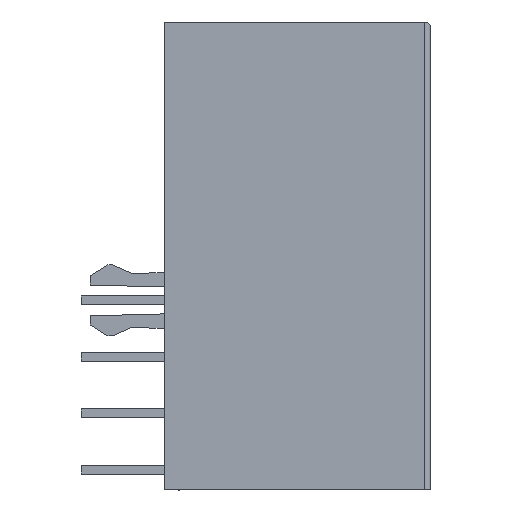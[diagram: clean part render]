
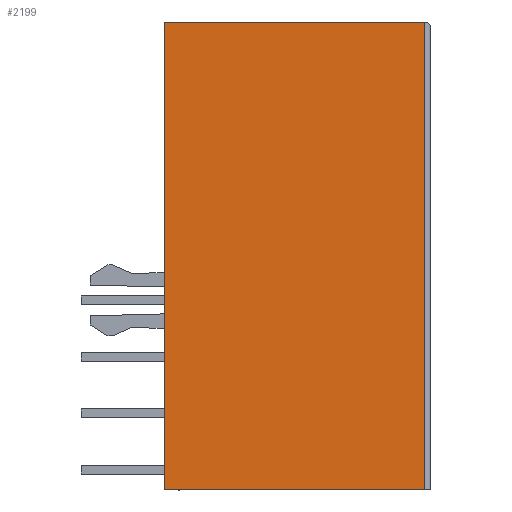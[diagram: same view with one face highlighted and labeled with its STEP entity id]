
A CAD part, left-side view. The second image highlights one B-rep face of the part: STEP entity #2199.
In plain terms, the highlighted planar face has unit normal (-1, 0, 0).
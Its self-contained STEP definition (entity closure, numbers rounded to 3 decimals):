
#1844 = VERTEX_POINT ( 'NONE', #4332 ) ;
#1884 = EDGE_CURVE ( 'NONE', #25091, #1844, #4342, .T. ) ;
#1906 = EDGE_LOOP ( 'NONE', ( #1944, #1952, #1951, #2272 ) ) ;
#1944 = ORIENTED_EDGE ( 'NONE', *, *, #30569, .T. ) ;
#1951 = ORIENTED_EDGE ( 'NONE', *, *, #1884, .F. ) ;
#1952 = ORIENTED_EDGE ( 'NONE', *, *, #1955, .T. ) ;
#1955 = EDGE_CURVE ( 'NONE', #30607, #1844, #4455, .T. ) ;
#2199 = ADVANCED_FACE ( 'NONE', ( #4863 ), #4862, .T. ) ;
#2272 = ORIENTED_EDGE ( 'NONE', *, *, #25416, .F. ) ;
#4332 = CARTESIAN_POINT ( 'NONE',  ( -38.05, -3.8, 0. ) ) ;
#4339 = DIRECTION ( 'NONE',  ( 0., -1., 0. ) ) ;
#4340 = VECTOR ( 'NONE', #4339, 1000. ) ;
#4341 = CARTESIAN_POINT ( 'NONE',  ( -38.05, 5., 0. ) ) ;
#4342 = LINE ( 'NONE', #4341, #4340 ) ;
#4452 = DIRECTION ( 'NONE',  ( 0., 0., 1. ) ) ;
#4453 = VECTOR ( 'NONE', #4452, 1000. ) ;
#4454 = CARTESIAN_POINT ( 'NONE',  ( -38.05, -3.8, -15.8 ) ) ;
#4455 = LINE ( 'NONE', #4454, #4453 ) ;
#4857 = DIRECTION ( 'NONE',  ( 0., 0., 1. ) ) ;
#4858 = DIRECTION ( 'NONE',  ( -1., 0., 0. ) ) ;
#4859 = AXIS2_PLACEMENT_3D ( 'NONE', #4861, #4858, #4857 ) ;
#4861 = CARTESIAN_POINT ( 'NONE',  ( -38.05, 5., -15.8 ) ) ;
#4862 = PLANE ( 'NONE',  #4859 ) ;
#4863 = FACE_OUTER_BOUND ( 'NONE', #1906, .T. ) ;
#8961 = CARTESIAN_POINT ( 'NONE',  ( -38.05, 5., 0. ) ) ;
#9453 = VECTOR ( 'NONE', #9517, 1000. ) ;
#9454 = CARTESIAN_POINT ( 'NONE',  ( -38.05, 5., -15.8 ) ) ;
#9455 = LINE ( 'NONE', #9454, #9453 ) ;
#9517 = DIRECTION ( 'NONE',  ( 0., 0., 1. ) ) ;
#17660 = DIRECTION ( 'NONE',  ( 0., -1., 0. ) ) ;
#17661 = CARTESIAN_POINT ( 'NONE',  ( -38.05, 5., -15.8 ) ) ;
#17669 = LINE ( 'NONE', #17661, #17728 ) ;
#17728 = VECTOR ( 'NONE', #17660, 1000. ) ;
#17732 = CARTESIAN_POINT ( 'NONE',  ( -38.05, -3.8, -15.8 ) ) ;
#17794 = CARTESIAN_POINT ( 'NONE',  ( -38.05, 5., -15.8 ) ) ;
#25091 = VERTEX_POINT ( 'NONE', #8961 ) ;
#25416 = EDGE_CURVE ( 'NONE', #30608, #25091, #9455, .T. ) ;
#30569 = EDGE_CURVE ( 'NONE', #30608, #30607, #17669, .T. ) ;
#30607 = VERTEX_POINT ( 'NONE', #17732 ) ;
#30608 = VERTEX_POINT ( 'NONE', #17794 ) ;
